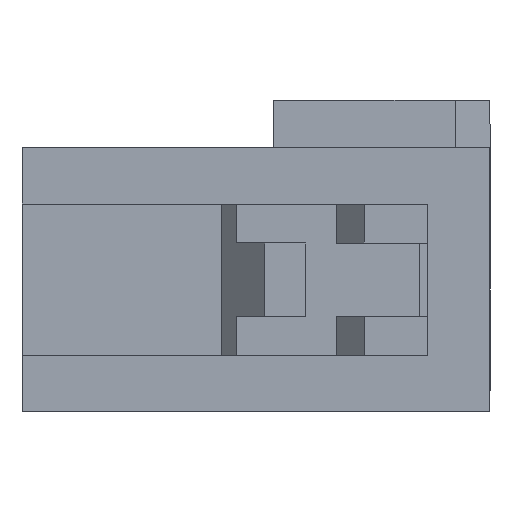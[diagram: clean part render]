
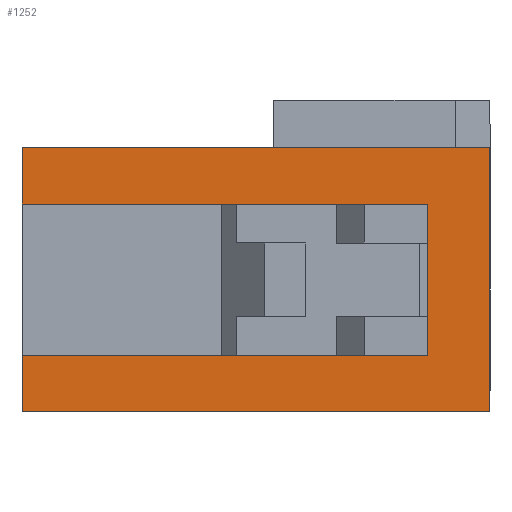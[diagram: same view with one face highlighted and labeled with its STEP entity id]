
A CAD part, left-side view. The second image highlights one B-rep face of the part: STEP entity #1252.
In plain terms, the highlighted planar face has unit normal (-1, 0, 0).
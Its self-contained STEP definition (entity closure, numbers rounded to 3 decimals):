
#1252=ADVANCED_FACE('',(#1854),#1556,.T.);
#1556=PLANE('',#7334);
#1854=FACE_OUTER_BOUND('',#2155,.T.);
#2155=EDGE_LOOP('',(#3201,#3202,#3203,#3204,#3205,#3206,#3207,#3208));
#3201=ORIENTED_EDGE('',*,*,#5179,.T.);
#3202=ORIENTED_EDGE('',*,*,#5154,.T.);
#3203=ORIENTED_EDGE('',*,*,#5161,.T.);
#3204=ORIENTED_EDGE('',*,*,#5181,.F.);
#3205=ORIENTED_EDGE('',*,*,#5182,.T.);
#3206=ORIENTED_EDGE('',*,*,#5183,.T.);
#3207=ORIENTED_EDGE('',*,*,#5184,.T.);
#3208=ORIENTED_EDGE('',*,*,#5185,.F.);
#4407=VERTEX_POINT('',#10054);
#4408=VERTEX_POINT('',#10056);
#4413=VERTEX_POINT('',#10069);
#4424=VERTEX_POINT('',#10106);
#4425=VERTEX_POINT('',#10110);
#4426=VERTEX_POINT('',#10112);
#4427=VERTEX_POINT('',#10114);
#4428=VERTEX_POINT('',#10116);
#5154=EDGE_CURVE('',#4408,#4407,#6005,.T.);
#5161=EDGE_CURVE('',#4407,#4413,#6012,.T.);
#5179=EDGE_CURVE('',#4424,#4408,#6030,.T.);
#5181=EDGE_CURVE('',#4425,#4413,#6032,.T.);
#5182=EDGE_CURVE('',#4425,#4426,#6033,.T.);
#5183=EDGE_CURVE('',#4426,#4427,#6034,.T.);
#5184=EDGE_CURVE('',#4427,#4428,#6035,.T.);
#5185=EDGE_CURVE('',#4424,#4428,#6036,.T.);
#6005=LINE('',#10055,#6844);
#6012=LINE('',#10070,#6851);
#6030=LINE('',#10105,#6869);
#6032=LINE('',#10109,#6871);
#6033=LINE('',#10111,#6872);
#6034=LINE('',#10113,#6873);
#6035=LINE('',#10115,#6874);
#6036=LINE('',#10117,#6875);
#6844=VECTOR('',#8406,1.);
#6851=VECTOR('',#8417,1.);
#6869=VECTOR('',#8449,1.);
#6871=VECTOR('',#8453,1.);
#6872=VECTOR('',#8454,1.);
#6873=VECTOR('',#8455,1.);
#6874=VECTOR('',#8456,1.);
#6875=VECTOR('',#8457,1.);
#7334=AXIS2_PLACEMENT_3D('',#10118,#8458,#8459);
#8406=DIRECTION('',(0.,0.,-1.));
#8417=DIRECTION('',(0.,1.,0.));
#8449=DIRECTION('',(0.,-1.,0.));
#8453=DIRECTION('',(0.,0.,1.));
#8454=DIRECTION('',(0.,-1.,0.));
#8455=DIRECTION('',(0.,0.,1.));
#8456=DIRECTION('',(0.,1.,0.));
#8457=DIRECTION('',(0.,0.,1.));
#8458=DIRECTION('',(-1.,0.,0.));
#8459=DIRECTION('',(0.,-1.,0.));
#10054=CARTESIAN_POINT('',(0.,1.45,1.3));
#10055=CARTESIAN_POINT('',(0.,1.45,4.8));
#10056=CARTESIAN_POINT('',(0.,1.45,4.8));
#10069=CARTESIAN_POINT('',(0.,10.8,1.3));
#10070=CARTESIAN_POINT('',(0.,1.45,1.3));
#10105=CARTESIAN_POINT('',(0.,10.8,4.8));
#10106=CARTESIAN_POINT('',(0.,10.8,4.8));
#10109=CARTESIAN_POINT('',(0.,10.8,0.));
#10110=CARTESIAN_POINT('',(0.,10.8,0.));
#10111=CARTESIAN_POINT('',(0.,10.8,0.));
#10112=CARTESIAN_POINT('',(0.,0.,0.));
#10113=CARTESIAN_POINT('',(0.,0.,0.));
#10114=CARTESIAN_POINT('',(0.,0.,6.1));
#10115=CARTESIAN_POINT('',(0.,0.,6.1));
#10116=CARTESIAN_POINT('',(0.,10.8,6.1));
#10117=CARTESIAN_POINT('',(0.,10.8,4.8));
#10118=CARTESIAN_POINT('',(0.,10.8,0.));
